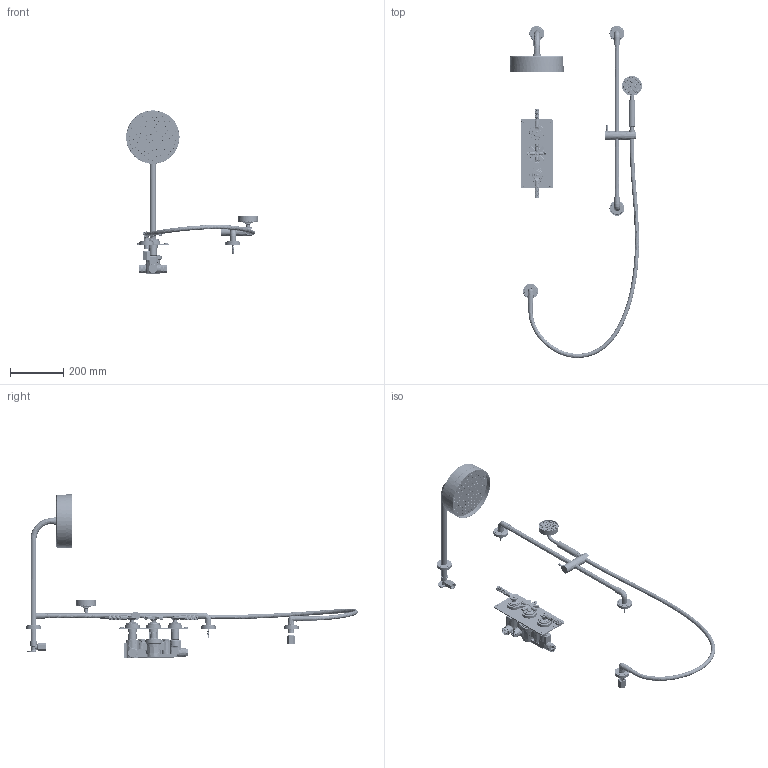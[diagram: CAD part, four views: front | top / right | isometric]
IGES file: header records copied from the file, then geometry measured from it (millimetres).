
Global section: file name: V7B1AXF; native system: Autodesk Inventor 2018; preprocessor: unknown; author: rclarke; date: 20171016.115151; units: millimetre
Bounding box: 493.27 x 1243.33 x 610.95 mm (x, y, z)
Volume: 2805829.2 mm3; surface area: 942634.7 mm2
Topology: 165 solids, 179 shells, 25670 faces, 57682 edges, 33135 vertices
Faces by surface type: bspline 25670
